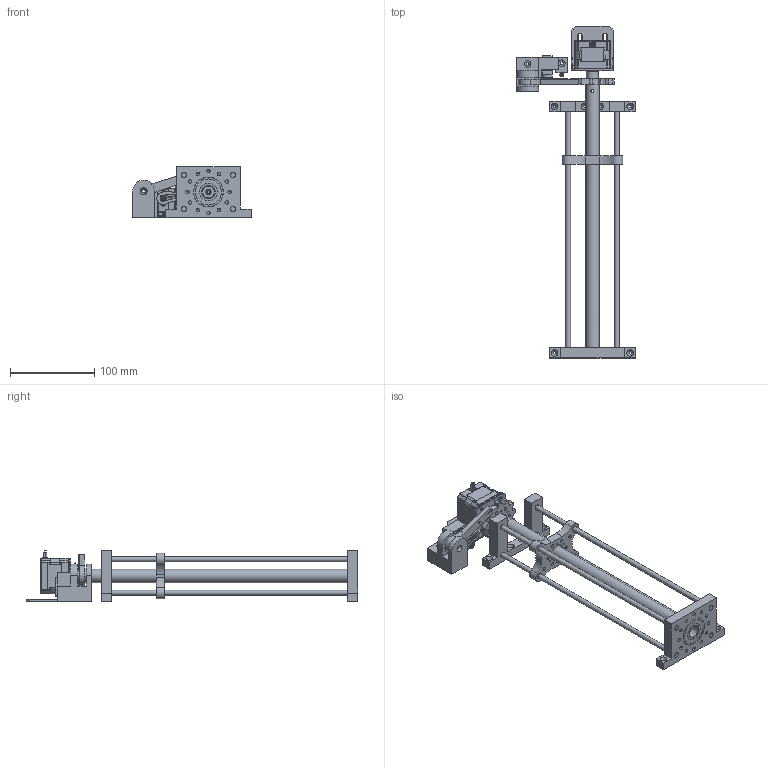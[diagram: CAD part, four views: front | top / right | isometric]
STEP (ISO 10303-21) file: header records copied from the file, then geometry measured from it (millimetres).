
FILE_DESCRIPTION(/* description */ (''),/* implementation_level */ '2;1');
FILE_NAME(/* name */ 'Twisted Cord Assembly .step',/* time_stamp */ '2018-11-08T23:11:25-05:00',/* author */ ('will.donaldson22'),/* organization */ (''),/* preprocessor_version */ 'ST-DEVELOPER v17.2',/* originating_system */ 'Autodesk Translation Framework v7.6.0.251',/* authorisation */ '');
FILE_SCHEMA (('AUTOMOTIVE_DESIGN { 1 0 10303 214 3 1 1 }'));
Length unit declared in the file: millimetre
Products named in the file (23): Assembly; 6.3mm ID 12.7mm OD Ball Bearing; Gear Motor Lock Nut; Nema Motor; Modified Nema 17 v2; Nema 17 Stepper motor v2; Stepper motor frame; Nema 17 mount v1; Tension Spring; Servo arm extension; Pawl; Servo and pawl mount; Gear; Copper Tube; sg90 Servo; sg90 arm; Guide Rail; Sliding Guide; 6202-16-2RS Bearing; 6202-16-2RS Bearing v6; Forward rail mount; Bearing Ring; End rail mount
Assembly tree (26 placements, depth 4):
  Assembly
    6.3mm ID 12.7mm OD Ball Bearing
    Gear Motor Lock Nut
    Nema Motor
      Modified Nema 17 v2
        Nema 17 Stepper motor v2
    Stepper motor frame
      Nema 17 mount v1
    Tension Spring
    Servo arm extension
    Pawl
    Servo and pawl mount
    Bearing Ring  x2
    Gear
    Copper Tube
    sg90 Servo
    sg90 arm
    Guide Rail  x4
    Sliding Guide
    6202-16-2RS Bearing
      6202-16-2RS Bearing v6
    Forward rail mount
    End rail mount
Bounding box: 141.07 x 394.75 x 60.5 mm (x, y, z)
Volume: 270590.2 mm3; surface area: 159633.8 mm2
Topology: 34 solids, 34 shells, 942 faces, 2398 edges, 1511 vertices
Faces by surface type: plane 383, cylinder 369, torus 80, cone 60, sphere 38, bspline 12
Full cylindrical faces by diameter (mm): 0.559 x4, 1 x6, 1.5 x13, 1.615 x4, 1.8 x2, 2 x1, 2.5 x14, 3 x5, 3.5 x18, 4 x28, 4.1 x4, 4.5 x1, 4.7 x1, 4.8 x1, 5 x3, 5.5 x4, 6 x7, 6.3 x9, 6.6 x1, 7 x5, 7.3 x1, 7.6 x1, 8.3 x4, 9 x3, 12.7 x5, 13 x1, 14.2 x2, 14.5 x1, 16 x6, 20 x1
Entity records: 39478 total; most frequent: CARTESIAN_POINT 15190, DIRECTION 5254, ORIENTED_EDGE 4658, EDGE_CURVE 2329, AXIS2_PLACEMENT_3D 2064, VERTEX_POINT 1492, EDGE_LOOP 1185, LINE 1126
